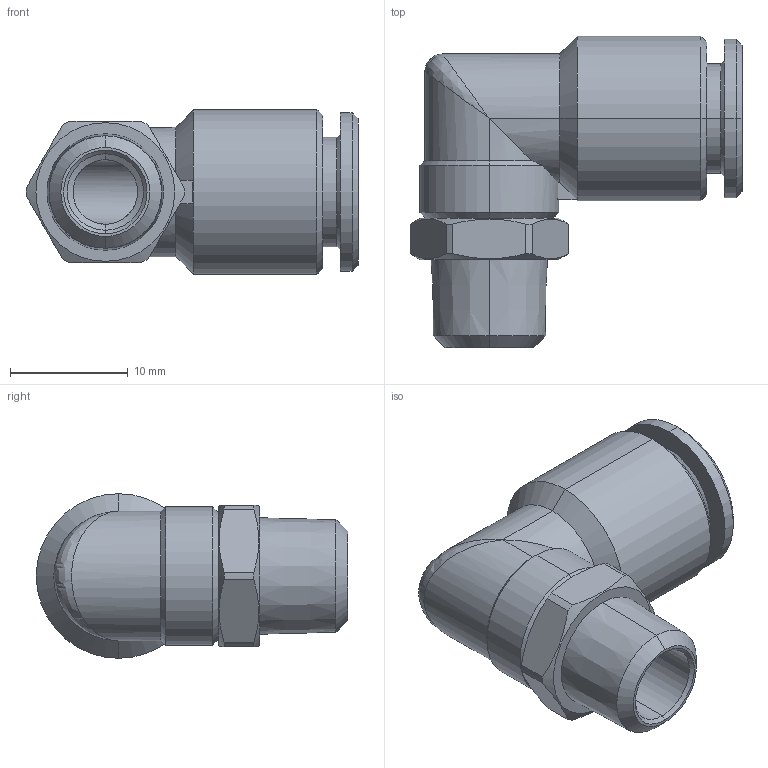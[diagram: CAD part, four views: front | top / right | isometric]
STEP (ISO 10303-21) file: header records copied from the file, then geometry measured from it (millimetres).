
FILE_DESCRIPTION (( 'STEP AP203' ), '1' );
FILE_NAME ('B0060041.STEP', '2011-03-22T10:13:25', ( '' ), ( 'sopra-pneumatic' ), 'SwSTEP 2.0', 'SolidWorks 2009', '' );
FILE_SCHEMA (( 'CONFIG_CONTROL_DESIGN' ));
Length unit declared in the file: millimetre
Products named in the file (1): B0060041
Bounding box: 28.25 x 26.5 x 14 mm (x, y, z)
Volume: 3072.9 mm3; surface area: 2762.9 mm2
Topology: 1 solids, 3 shells, 82 faces, 183 edges, 110 vertices
Faces by surface type: cylinder 32, cone 27, plane 22, bspline 1
Entity records: 2963 total; most frequent: CARTESIAN_POINT 1088, DIRECTION 388, ORIENTED_EDGE 362, EDGE_CURVE 181, AXIS2_PLACEMENT_3D 156, VERTEX_POINT 110, EDGE_LOOP 89, FACE_OUTER_BOUND 82
